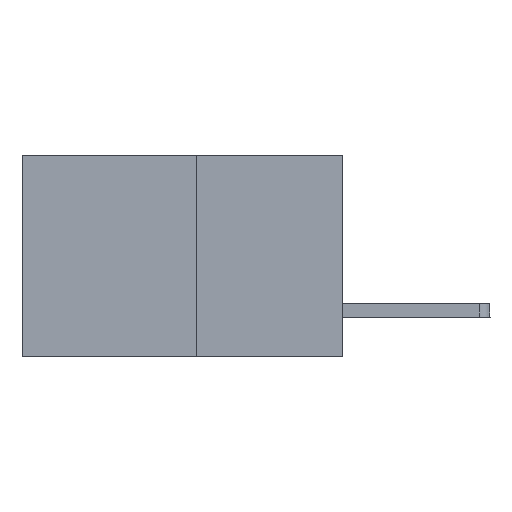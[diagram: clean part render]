
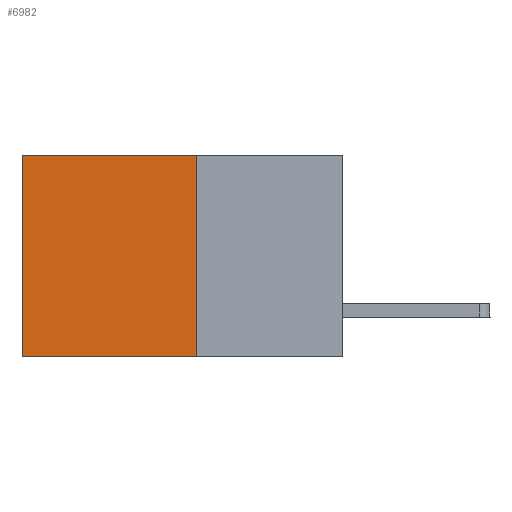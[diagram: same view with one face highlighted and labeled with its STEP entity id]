
A CAD part, left-side view. The second image highlights one B-rep face of the part: STEP entity #6982.
In plain terms, the highlighted planar face has unit normal (-1, 0, 0).
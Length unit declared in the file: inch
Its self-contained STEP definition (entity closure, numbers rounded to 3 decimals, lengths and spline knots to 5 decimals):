
#717 = DIRECTION ( 'NONE',  ( 0., 0., -1. ) ) ;
#1109 = VERTEX_POINT ( 'NONE', #8677 ) ;
#1249 = LINE ( 'NONE', #8271, #8891 ) ;
#1394 = VECTOR ( 'NONE', #8329, 39.37008 ) ;
#1709 = LINE ( 'NONE', #8009, #3770 ) ;
#2076 = EDGE_CURVE ( 'NONE', #1109, #3578, #7642, .T. ) ;
#2149 = DIRECTION ( 'NONE',  ( 0., 0., -1. ) ) ;
#2665 = CARTESIAN_POINT ( 'NONE',  ( 0.277, 0.59, -0.37 ) ) ;
#3574 = LINE ( 'NONE', #9880, #1394 ) ;
#3578 = VERTEX_POINT ( 'NONE', #4511 ) ;
#3770 = VECTOR ( 'NONE', #8117, 39.37008 ) ;
#3806 = CARTESIAN_POINT ( 'NONE',  ( 0.277, 0.27, -0.37 ) ) ;
#3825 = EDGE_CURVE ( 'NONE', #1109, #9143, #3574, .T. ) ;
#3949 = EDGE_LOOP ( 'NONE', ( #10202, #8008, #7881, #9287 ) ) ;
#4445 = EDGE_CURVE ( 'NONE', #9143, #5978, #1249, .T. ) ;
#4511 = CARTESIAN_POINT ( 'NONE',  ( 0.277, 0.27, -0.37 ) ) ;
#4782 = VECTOR ( 'NONE', #717, 39.37008 ) ;
#5390 = CARTESIAN_POINT ( 'NONE',  ( 0.277, 0.59, 0. ) ) ;
#5930 = AXIS2_PLACEMENT_3D ( 'NONE', #6073, #9223, #2149 ) ;
#5978 = VERTEX_POINT ( 'NONE', #2665 ) ;
#6073 = CARTESIAN_POINT ( 'NONE',  ( 0.277, 0.27, -0.37 ) ) ;
#6299 = EDGE_CURVE ( 'NONE', #3578, #5978, #1709, .T. ) ;
#6982 = ADVANCED_FACE ( 'NONE', ( #8401 ), #9996, .F. ) ;
#7399 = DIRECTION ( 'NONE',  ( 0., 0., -1. ) ) ;
#7642 = LINE ( 'NONE', #3806, #4782 ) ;
#7881 = ORIENTED_EDGE ( 'NONE', *, *, #2076, .F. ) ;
#8008 = ORIENTED_EDGE ( 'NONE', *, *, #6299, .F. ) ;
#8009 = CARTESIAN_POINT ( 'NONE',  ( 0.277, 0.27, -0.37 ) ) ;
#8117 = DIRECTION ( 'NONE',  ( 0., 1., 0. ) ) ;
#8271 = CARTESIAN_POINT ( 'NONE',  ( 0.277, 0.59, -0.37 ) ) ;
#8329 = DIRECTION ( 'NONE',  ( 0., 1., 0. ) ) ;
#8401 = FACE_OUTER_BOUND ( 'NONE', #3949, .T. ) ;
#8677 = CARTESIAN_POINT ( 'NONE',  ( 0.277, 0.27, 0. ) ) ;
#8891 = VECTOR ( 'NONE', #7399, 39.37008 ) ;
#9143 = VERTEX_POINT ( 'NONE', #5390 ) ;
#9223 = DIRECTION ( 'NONE',  ( 1., 0., 0. ) ) ;
#9287 = ORIENTED_EDGE ( 'NONE', *, *, #3825, .T. ) ;
#9880 = CARTESIAN_POINT ( 'NONE',  ( 0.277, 0.27, 0. ) ) ;
#9996 = PLANE ( 'NONE',  #5930 ) ;
#10202 = ORIENTED_EDGE ( 'NONE', *, *, #4445, .T. ) ;
